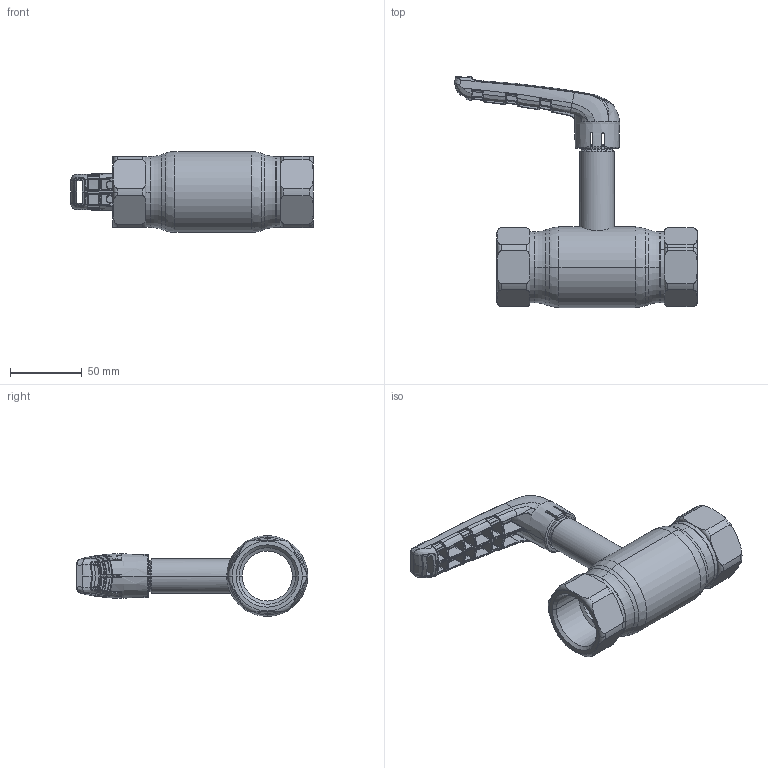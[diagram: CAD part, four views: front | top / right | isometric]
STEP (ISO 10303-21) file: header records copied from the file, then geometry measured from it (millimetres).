
FILE_DESCRIPTION (( 'STEP AP214' ), '1' );
FILE_NAME ('1032002031-2101.step', '2023-09-12T11:14:03', ( '' ), ( '' ), 'SwSTEP 2.0', 'SolidWorks 2021', '' );
FILE_SCHEMA (( 'AUTOMOTIVE_DESIGN' ));
Length unit declared in the file: millimetre
Products named in the file (1): 1032002031-2101
Bounding box: 169.57 x 161.71 x 56.5 mm (x, y, z)
Surface area: 55671 mm2 (no closed solid volume)
Topology: 0 solids, 7 shells, 729 faces, 2314 edges, 1481 vertices
Faces by surface type: bspline 555, plane 60, cylinder 48, torus 35, cone 23, sphere 8
Entity records: 56409 total; most frequent: CARTESIAN_POINT 33310, ORIENTED_EDGE 3805, EDGE_CURVE 2312, DIRECTION 1657, B_SPLINE_CURVE_WITH_KNOTS 1575, VERTEX_POINT 1483, EDGE_LOOP 750, AXIS2_PLACEMENT_3D 747
